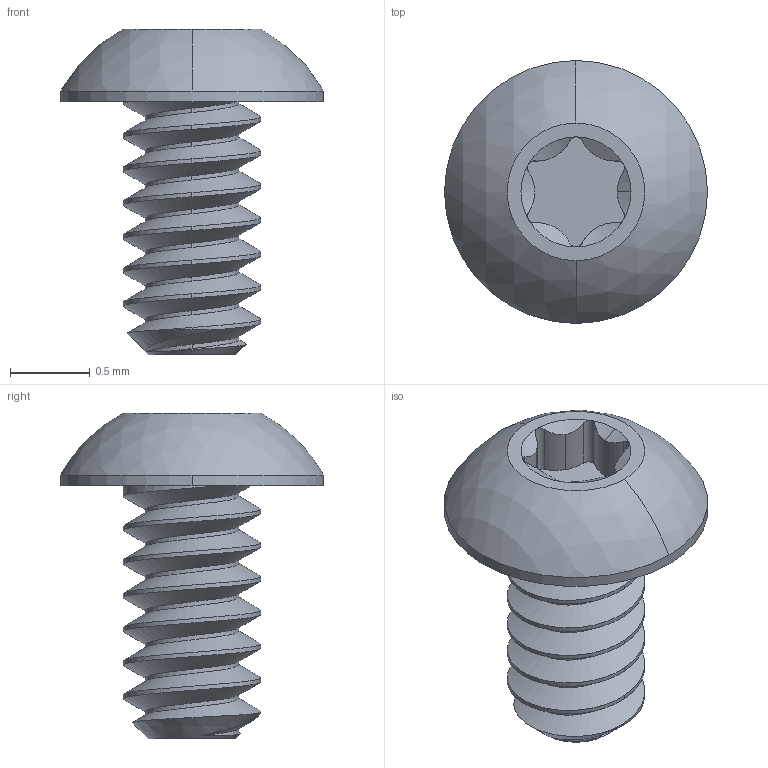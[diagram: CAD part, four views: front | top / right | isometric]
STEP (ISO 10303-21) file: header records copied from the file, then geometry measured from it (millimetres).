
FILE_DESCRIPTION (( 'STEP AP203' ), '1' );
FILE_NAME ('90910A310.step', '2017-04-20T17:17:10', ( '' ), ( '' ), 'SwSTEP 2.0', 'SolidWorks 2014', '' );
FILE_SCHEMA (( 'CONFIG_CONTROL_DESIGN' ));
Length unit declared in the file: inch
Products named in the file (1): 90910A310
Bounding box: 1.65 x 1.65 x 2.04 mm (x, y, z)
Volume: 1.3 mm3; surface area: 12.1 mm2
Topology: 1 solids, 1 shells, 70 faces, 189 edges, 123 vertices
Faces by surface type: cylinder 51, cone 10, plane 5, sphere 2, bspline 2
Entity records: 3013 total; most frequent: CARTESIAN_POINT 1384, ORIENTED_EDGE 378, DIRECTION 278, EDGE_CURVE 189, VERTEX_POINT 123, AXIS2_PLACEMENT_3D 111, EDGE_LOOP 72, FACE_OUTER_BOUND 70
